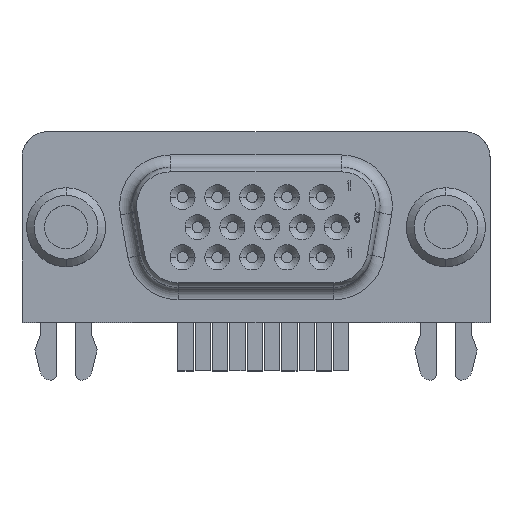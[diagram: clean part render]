
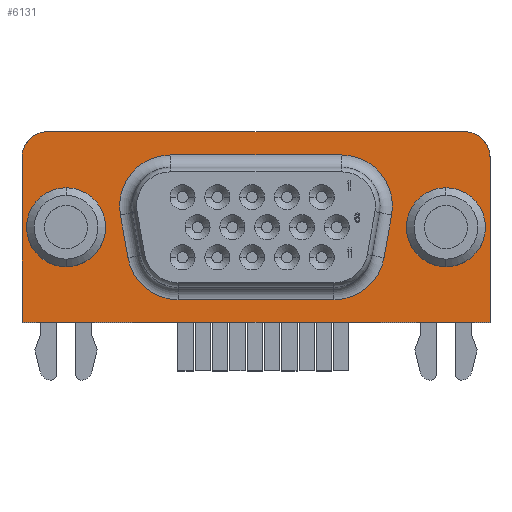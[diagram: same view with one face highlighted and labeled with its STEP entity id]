
A CAD part, top view. The second image highlights one B-rep face of the part: STEP entity #6131.
In plain terms, the highlighted planar face has unit normal (0, 0, 1).
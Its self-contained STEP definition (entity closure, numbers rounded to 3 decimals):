
#611=DIRECTION('',(-0.174,-0.985,0.));
#612=VECTOR('',#611,2.864);
#613=CARTESIAN_POINT('',(8.927,0.828,-6.));
#614=LINE('',#613,#612);
#625=CARTESIAN_POINT('',(5.625,1.41,-6.));
#626=DIRECTION('',(0.,0.,-1.));
#627=DIRECTION('',(0.,1.,0.));
#628=AXIS2_PLACEMENT_3D('',#625,#626,#627);
#639=DIRECTION('',(1.,0.,0.));
#640=VECTOR('',#639,11.25);
#641=CARTESIAN_POINT('',(-5.625,4.763,-6.));
#642=LINE('',#641,#640);
#653=CARTESIAN_POINT('',(-5.625,1.41,-6.));
#654=DIRECTION('',(0.,0.,-1.));
#655=DIRECTION('',(-0.985,-0.174,0.));
#656=AXIS2_PLACEMENT_3D('',#653,#654,#655);
#667=DIRECTION('',(-0.174,0.985,0.));
#668=VECTOR('',#667,2.864);
#669=CARTESIAN_POINT('',(-8.43,-1.992,-6.));
#670=LINE('',#669,#668);
#681=CARTESIAN_POINT('',(-5.128,-1.41,-6.));
#682=DIRECTION('',(0.,0.,-1.));
#683=DIRECTION('',(0.,-1.,0.));
#684=AXIS2_PLACEMENT_3D('',#681,#682,#683);
#695=DIRECTION('',(-1.,0.,0.));
#696=VECTOR('',#695,10.256);
#697=CARTESIAN_POINT('',(5.128,-4.763,-6.));
#698=LINE('',#697,#696);
#709=CARTESIAN_POINT('',(5.128,-1.41,-6.));
#710=DIRECTION('',(0.,0.,-1.));
#711=DIRECTION('',(0.985,-0.174,0.));
#712=AXIS2_PLACEMENT_3D('',#709,#710,#711);
#714=DIRECTION('',(1.,0.,0.));
#715=VECTOR('',#714,27.4);
#716=CARTESIAN_POINT('',(-13.7,6.3,-6.));
#717=LINE('',#716,#715);
#718=CARTESIAN_POINT('',(12.5,0.,-6.));
#719=DIRECTION('',(0.,0.,-1.));
#720=DIRECTION('',(0.,1.,0.));
#721=AXIS2_PLACEMENT_3D('',#718,#719,#720);
#723=CARTESIAN_POINT('',(12.5,0.,-6.));
#724=DIRECTION('',(0.,0.,-1.));
#725=DIRECTION('',(0.,-1.,0.));
#726=AXIS2_PLACEMENT_3D('',#723,#724,#725);
#728=CARTESIAN_POINT('',(-12.5,0.,-6.));
#729=DIRECTION('',(0.,0.,-1.));
#730=DIRECTION('',(0.,1.,0.));
#731=AXIS2_PLACEMENT_3D('',#728,#729,#730);
#733=CARTESIAN_POINT('',(-12.5,0.,-6.));
#734=DIRECTION('',(0.,0.,-1.));
#735=DIRECTION('',(0.,-1.,0.));
#736=AXIS2_PLACEMENT_3D('',#733,#734,#735);
#748=CARTESIAN_POINT('',(13.7,4.6,-6.));
#749=DIRECTION('',(0.,0.,1.));
#750=DIRECTION('',(1.,0.,0.));
#751=AXIS2_PLACEMENT_3D('',#748,#749,#750);
#793=DIRECTION('',(0.,-1.,0.));
#794=VECTOR('',#793,10.85);
#795=CARTESIAN_POINT('',(15.4,4.6,-6.));
#796=LINE('',#795,#794);
#1206=DIRECTION('',(1.,0.,0.));
#1207=VECTOR('',#1206,30.8);
#1208=CARTESIAN_POINT('',(-15.4,-6.25,-6.));
#1209=LINE('',#1208,#1207);
#2000=DIRECTION('',(0.,-1.,0.));
#2001=VECTOR('',#2000,10.85);
#2002=CARTESIAN_POINT('',(-15.4,4.6,-6.));
#2003=LINE('',#2002,#2001);
#2102=CARTESIAN_POINT('',(-13.7,4.6,-6.));
#2103=DIRECTION('',(0.,0.,1.));
#2104=DIRECTION('',(0.,1.,0.));
#2105=AXIS2_PLACEMENT_3D('',#2102,#2103,#2104);
#4176=CARTESIAN_POINT('',(-15.4,-6.25,-6.));
#4178=VERTEX_POINT('',#4176);
#4186=CARTESIAN_POINT('',(15.4,-6.25,-6.));
#4188=VERTEX_POINT('',#4186);
#4208=CARTESIAN_POINT('',(15.4,4.6,-6.));
#4209=CARTESIAN_POINT('',(13.7,6.3,-6.));
#4210=VERTEX_POINT('',#4208);
#4211=VERTEX_POINT('',#4209);
#4214=CARTESIAN_POINT('',(-13.7,6.3,-6.));
#4216=VERTEX_POINT('',#4214);
#4218=CARTESIAN_POINT('',(-15.4,4.6,-6.));
#4219=VERTEX_POINT('',#4218);
#4224=CARTESIAN_POINT('',(-5.625,4.763,-6.));
#4225=CARTESIAN_POINT('',(5.625,4.763,-6.));
#4226=VERTEX_POINT('',#4224);
#4227=VERTEX_POINT('',#4225);
#4230=CARTESIAN_POINT('',(-8.927,0.828,-6.));
#4231=VERTEX_POINT('',#4230);
#4234=CARTESIAN_POINT('',(-8.43,-1.992,-6.));
#4235=VERTEX_POINT('',#4234);
#4238=CARTESIAN_POINT('',(-5.128,-4.763,-6.));
#4239=VERTEX_POINT('',#4238);
#4242=CARTESIAN_POINT('',(5.128,-4.763,-6.));
#4243=VERTEX_POINT('',#4242);
#4246=CARTESIAN_POINT('',(8.43,-1.992,-6.));
#4247=VERTEX_POINT('',#4246);
#4250=CARTESIAN_POINT('',(8.927,0.828,-6.));
#4251=VERTEX_POINT('',#4250);
#4786=CARTESIAN_POINT('',(12.5,2.6,-6.));
#4787=VERTEX_POINT('',#4786);
#4788=CARTESIAN_POINT('',(12.5,-2.6,-6.));
#4789=VERTEX_POINT('',#4788);
#5410=CARTESIAN_POINT('',(-12.5,2.6,-6.));
#5411=CARTESIAN_POINT('',(-12.5,-2.6,-6.));
#5412=VERTEX_POINT('',#5410);
#5413=VERTEX_POINT('',#5411);
#6090=CARTESIAN_POINT('',(-15.4,6.3,-6.));
#6091=DIRECTION('',(0.,0.,1.));
#6092=DIRECTION('',(0.,-1.,0.));
#6093=AXIS2_PLACEMENT_3D('',#6090,#6091,#6092);
#6094=PLANE('',#6093);
#6096=ORIENTED_EDGE('',*,*,#6095,.F.);
#6098=ORIENTED_EDGE('',*,*,#6097,.T.);
#6100=ORIENTED_EDGE('',*,*,#6099,.F.);
#6102=ORIENTED_EDGE('',*,*,#6101,.F.);
#6104=ORIENTED_EDGE('',*,*,#6103,.F.);
#6106=ORIENTED_EDGE('',*,*,#6105,.T.);
#6107=EDGE_LOOP('',(#6096,#6098,#6100,#6102,#6104,#6106));
#6108=FACE_OUTER_BOUND('',#6107,.F.);
#6109=ORIENTED_EDGE('',*,*,#6015,.F.);
#6110=ORIENTED_EDGE('',*,*,#6029,.F.);
#6111=ORIENTED_EDGE('',*,*,#6043,.F.);
#6112=ORIENTED_EDGE('',*,*,#6057,.F.);
#6113=ORIENTED_EDGE('',*,*,#6071,.F.);
#6114=ORIENTED_EDGE('',*,*,#6084,.F.);
#6115=ORIENTED_EDGE('',*,*,#5986,.F.);
#6116=ORIENTED_EDGE('',*,*,#6001,.F.);
#6117=EDGE_LOOP('',(#6109,#6110,#6111,#6112,#6113,#6114,#6115,#6116));
#6118=FACE_BOUND('',#6117,.F.);
#6120=ORIENTED_EDGE('',*,*,#6119,.F.);
#6122=ORIENTED_EDGE('',*,*,#6121,.F.);
#6123=EDGE_LOOP('',(#6120,#6122));
#6124=FACE_BOUND('',#6123,.F.);
#6126=ORIENTED_EDGE('',*,*,#6125,.F.);
#6128=ORIENTED_EDGE('',*,*,#6127,.F.);
#6129=EDGE_LOOP('',(#6126,#6128));
#6130=FACE_BOUND('',#6129,.F.);
#629=CIRCLE('',#628,3.353);
#657=CIRCLE('',#656,3.353);
#685=CIRCLE('',#684,3.353);
#713=CIRCLE('',#712,3.353);
#722=CIRCLE('',#721,2.6);
#727=CIRCLE('',#726,2.6);
#732=CIRCLE('',#731,2.6);
#737=CIRCLE('',#736,2.6);
#752=CIRCLE('',#751,1.7);
#2106=CIRCLE('',#2105,1.7);
#5986=EDGE_CURVE('',#4251,#4247,#614,.T.);
#6001=EDGE_CURVE('',#4227,#4251,#629,.T.);
#6015=EDGE_CURVE('',#4226,#4227,#642,.T.);
#6029=EDGE_CURVE('',#4231,#4226,#657,.T.);
#6043=EDGE_CURVE('',#4235,#4231,#670,.T.);
#6057=EDGE_CURVE('',#4239,#4235,#685,.T.);
#6071=EDGE_CURVE('',#4243,#4239,#698,.T.);
#6084=EDGE_CURVE('',#4247,#4243,#713,.T.);
#6095=EDGE_CURVE('',#4210,#4211,#752,.T.);
#6097=EDGE_CURVE('',#4210,#4188,#796,.T.);
#6099=EDGE_CURVE('',#4178,#4188,#1209,.T.);
#6101=EDGE_CURVE('',#4219,#4178,#2003,.T.);
#6103=EDGE_CURVE('',#4216,#4219,#2106,.T.);
#6105=EDGE_CURVE('',#4216,#4211,#717,.T.);
#6119=EDGE_CURVE('',#4787,#4789,#722,.T.);
#6121=EDGE_CURVE('',#4789,#4787,#727,.T.);
#6125=EDGE_CURVE('',#5412,#5413,#732,.T.);
#6127=EDGE_CURVE('',#5413,#5412,#737,.T.);
#6131=ADVANCED_FACE('',(#6108,#6118,#6124,#6130),#6094,.T.);
